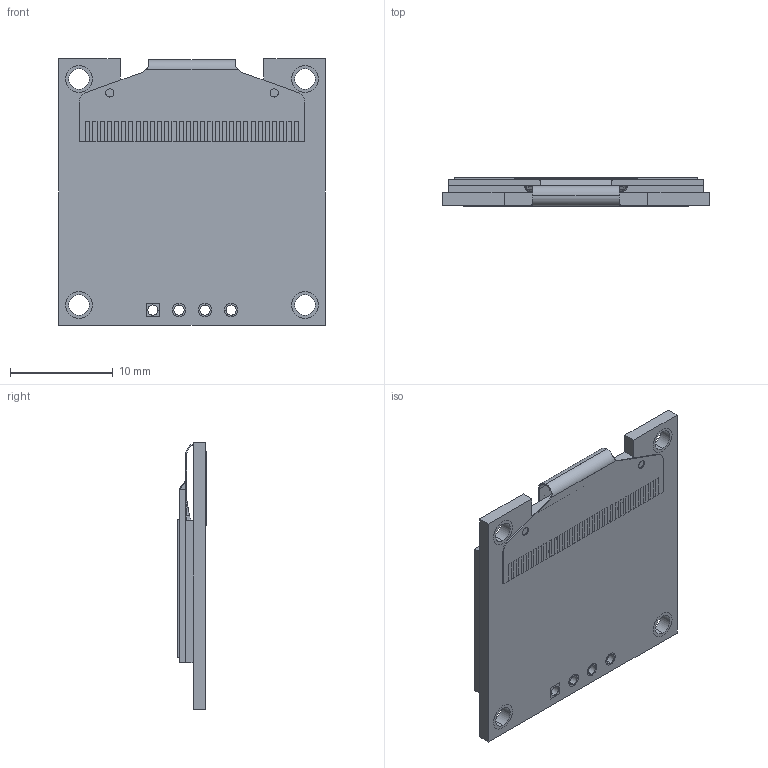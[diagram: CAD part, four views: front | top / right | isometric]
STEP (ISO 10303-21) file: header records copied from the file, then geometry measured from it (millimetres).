
FILE_DESCRIPTION(('FreeCAD Model'),'2;1');
FILE_NAME('Open CASCADE Shape Model','2024-04-18T14:03:06',('Author'),( ''),'Open CASCADE STEP processor 7.6','FreeCAD','Unknown');
FILE_SCHEMA(('AUTOMOTIVE_DESIGN { 1 0 10303 214 1 1 1 1 }'));
Length unit declared in the file: millimetre
Products named in the file (52): DM-OLED096-636; DM-OLED096-636_Module018; DM-OLED096-636_Module009; DM-OLED096-636_Module010; DM-OLED096-636_Module011; DM-OLED096-636_Module012; DM-OLED096-636_Module013; DM-OLED096-636_Module014; DM-OLED096-636_Module015; DM-OLED096-636_Module016; DM-OLED096-636_Module017; DM-OLED096-636_Panel040; DM-OLED096-636_Panel; DM-OLED096-636_Panel001; DM-OLED096-636_Panel002; DM-OLED096-636_Panel003; DM-OLED096-636_Panel004; DM-OLED096-636_Panel005; DM-OLED096-636_Panel006; DM-OLED096-636_Panel007; DM-OLED096-636_Panel008; DM-OLED096-636_Panel009; DM-OLED096-636_Panel010; DM-OLED096-636_Panel011; DM-OLED096-636_Panel012; DM-OLED096-636_Panel013; DM-OLED096-636_Panel014; DM-OLED096-636_Panel015; DM-OLED096-636_Panel016; DM-OLED096-636_Panel017; DM-OLED096-636_Panel018; DM-OLED096-636_Panel019; DM-OLED096-636_Panel020; DM-OLED096-636_Panel021; DM-OLED096-636_Panel022; DM-OLED096-636_Panel023; DM-OLED096-636_Panel024; DM-OLED096-636_Panel025; DM-OLED096-636_Panel026; DM-OLED096-636_Panel027 ...
Assembly tree (51 placements, depth 3):
  DM-OLED096-636
    DM-OLED096-636_Module018
      DM-OLED096-636_Module009
      DM-OLED096-636_Module010
      DM-OLED096-636_Module011
      DM-OLED096-636_Module012
      DM-OLED096-636_Module013
      DM-OLED096-636_Module014
      DM-OLED096-636_Module015
      DM-OLED096-636_Module016
      DM-OLED096-636_Module017
    DM-OLED096-636_Panel040
      DM-OLED096-636_Panel
      DM-OLED096-636_Panel001
      DM-OLED096-636_Panel002
      DM-OLED096-636_Panel003
      DM-OLED096-636_Panel004
      DM-OLED096-636_Panel005
      DM-OLED096-636_Panel006
      DM-OLED096-636_Panel007
      DM-OLED096-636_Panel008
      DM-OLED096-636_Panel009
      DM-OLED096-636_Panel010
      DM-OLED096-636_Panel011
      DM-OLED096-636_Panel012
      DM-OLED096-636_Panel013
      DM-OLED096-636_Panel014
      DM-OLED096-636_Panel015
      DM-OLED096-636_Panel016
      DM-OLED096-636_Panel017
      DM-OLED096-636_Panel018
      DM-OLED096-636_Panel019
      DM-OLED096-636_Panel020
      DM-OLED096-636_Panel021
      DM-OLED096-636_Panel022
      DM-OLED096-636_Panel023
      DM-OLED096-636_Panel024
      DM-OLED096-636_Panel025
      DM-OLED096-636_Panel026
      DM-OLED096-636_Panel027
      DM-OLED096-636_Panel028
      DM-OLED096-636_Panel029
      DM-OLED096-636_Panel030
      DM-OLED096-636_Panel031
      DM-OLED096-636_Panel032
      DM-OLED096-636_Panel033
      DM-OLED096-636_Panel034
      DM-OLED096-636_Panel035
      DM-OLED096-636_Panel036
      DM-OLED096-636_Panel037
      DM-OLED096-636_Panel038
      DM-OLED096-636_Panel039
Bounding box: 26 x 2.8 x 26 mm (x, y, z)
Volume: 1343.5 mm3; surface area: 5046.2 mm2
Topology: 49 solids, 49 shells, 503 faces, 1206 edges, 802 vertices
Faces by surface type: plane 421, cylinder 72, bspline 8, torus 2
Entity records: 15990 total; most frequent: CARTESIAN_POINT 2829, DIRECTION 2414, ORIENTED_EDGE 2412, EDGE_CURVE 1206, LINE 1028, VECTOR 1028, VERTEX_POINT 802, AXIS2_PLACEMENT_3D 693
